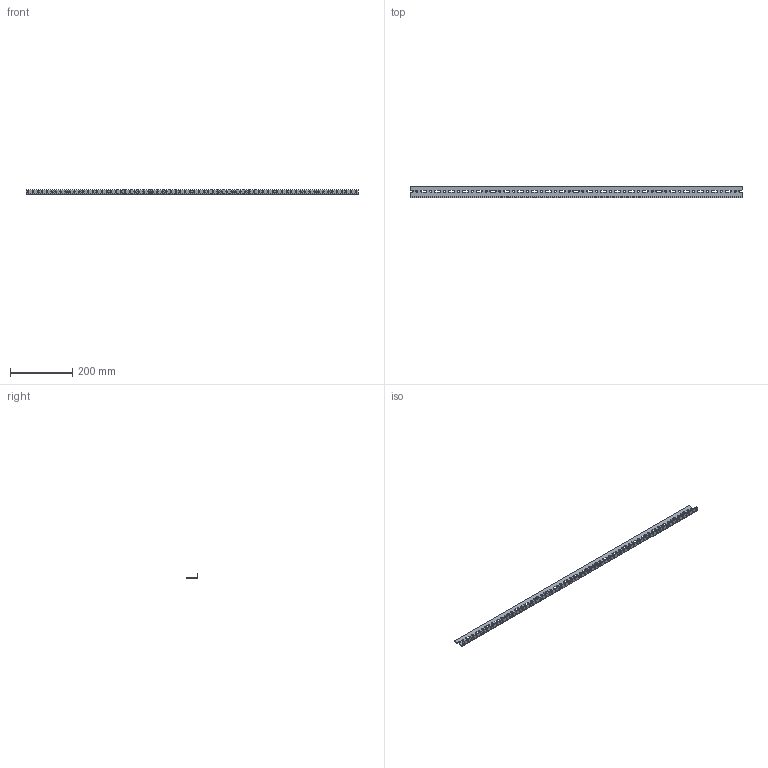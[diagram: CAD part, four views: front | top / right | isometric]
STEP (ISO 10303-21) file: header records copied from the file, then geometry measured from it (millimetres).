
FILE_DESCRIPTION(/* description */ ('Unknown'),/* implementation_level */ '2;1');
FILE_NAME(/* name */ 'URR24U',/* time_stamp */ '2016-06-10T13:58:38-04:00',/* author */ ('Unknown'),/* organization */ ('Unknown'),/* preprocessor_version */ 'ST-DEVELOPER v16.7',/* originating_system */ 'DEX',/* authorisation */ $);
FILE_SCHEMA (('AUTOMOTIVE_DESIGN {1 0 10303 214 3 1 1}'));
Length unit declared in the file: millimetre
Products named in the file (1): COM57213-24
Bounding box: 1066.8 x 38.1 x 15.88 mm (x, y, z)
Volume: 117603.8 mm3; surface area: 109420.7 mm2
Topology: 1 solids, 1 shells, 304 faces, 909 edges, 630 vertices
Faces by surface type: plane 158, cylinder 146
Full cylindrical faces by diameter (mm): 4.496 x72, 6.756 x24
Entity records: 9779 total; most frequent: DIRECTION 1643, CARTESIAN_POINT 1604, ORIENTED_EDGE 1482, EDGE_CURVE 741, EDGE_LOOP 661, FACE_BOUND 661, AXIS2_PLACEMENT_3D 597, VERTEX_POINT 558
